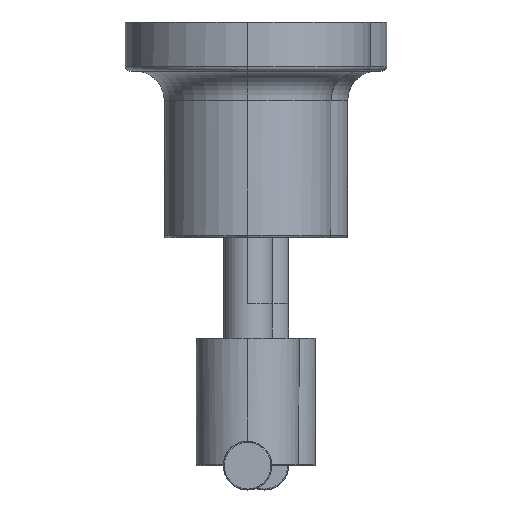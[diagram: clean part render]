
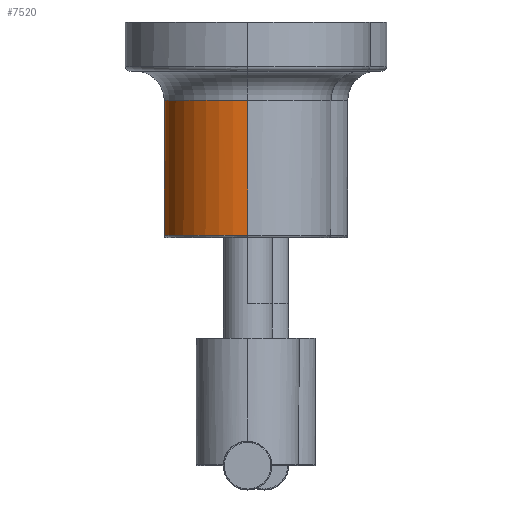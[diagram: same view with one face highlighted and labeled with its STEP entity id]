
A CAD part, left-side view. The second image highlights one B-rep face of the part: STEP entity #7520.
In plain terms, the highlighted cylindrical face has radius 17 mm (diameter 34 mm), a partial arc.
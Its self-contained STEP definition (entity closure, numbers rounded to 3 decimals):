
#5764=CARTESIAN_POINT('',(0.,43.5,0.));
#5765=DIRECTION('',(0.,-1.,0.));
#5766=DIRECTION('',(-1.,0.,0.));
#5767=AXIS2_PLACEMENT_3D('',#5764,#5765,#5766);
#5769=CARTESIAN_POINT('',(0.,43.5,0.));
#5770=DIRECTION('',(0.,-1.,0.));
#5771=DIRECTION('',(1.,0.,-0.007));
#5772=AXIS2_PLACEMENT_3D('',#5769,#5770,#5771);
#5784=DIRECTION('',(0.,1.,0.));
#5785=VECTOR('',#5784,27.5);
#5786=CARTESIAN_POINT('',(17.,16.,0.));
#5787=LINE('',#5786,#5785);
#5788=DIRECTION('',(0.,1.,0.));
#5789=VECTOR('',#5788,27.5);
#5790=CARTESIAN_POINT('',(-17.,16.,0.));
#5791=LINE('',#5790,#5789);
#7240=CARTESIAN_POINT('',(0.,16.,0.));
#7241=DIRECTION('',(0.,1.,0.));
#7242=DIRECTION('',(1.,0.,0.));
#7243=AXIS2_PLACEMENT_3D('',#7240,#7241,#7242);
#7245=CARTESIAN_POINT('',(0.,16.,0.));
#7246=DIRECTION('',(0.,1.,0.));
#7247=DIRECTION('',(-1.,0.,-0.008));
#7248=AXIS2_PLACEMENT_3D('',#7245,#7246,#7247);
#7271=CARTESIAN_POINT('',(-17.,43.5,0.));
#7272=CARTESIAN_POINT('',(17.,43.5,-0.123));
#7273=VERTEX_POINT('',#7271);
#7274=VERTEX_POINT('',#7272);
#7275=CARTESIAN_POINT('',(17.,43.5,0.));
#7276=VERTEX_POINT('',#7275);
#7277=CARTESIAN_POINT('',(-17.,16.,0.));
#7278=VERTEX_POINT('',#7277);
#7279=CARTESIAN_POINT('',(17.,16.,0.));
#7280=CARTESIAN_POINT('',(-17.,16.,-0.128));
#7281=VERTEX_POINT('',#7279);
#7282=VERTEX_POINT('',#7280);
#7503=CARTESIAN_POINT('',(0.,-2.2,0.));
#7504=DIRECTION('',(0.,1.,0.));
#7505=DIRECTION('',(1.,0.,0.));
#7506=AXIS2_PLACEMENT_3D('',#7503,#7504,#7505);
#7507=CYLINDRICAL_SURFACE('',#7506,17.);
#7508=ORIENTED_EDGE('',*,*,#7492,.F.);
#7509=ORIENTED_EDGE('',*,*,#7490,.F.);
#7511=ORIENTED_EDGE('',*,*,#7510,.F.);
#7513=ORIENTED_EDGE('',*,*,#7512,.F.);
#7515=ORIENTED_EDGE('',*,*,#7514,.F.);
#7517=ORIENTED_EDGE('',*,*,#7516,.T.);
#7518=EDGE_LOOP('',(#7508,#7509,#7511,#7513,#7515,#7517));
#7519=FACE_OUTER_BOUND('',#7518,.F.);
#5768=CIRCLE('',#5767,17.);
#5773=CIRCLE('',#5772,17.);
#7244=CIRCLE('',#7243,17.);
#7249=CIRCLE('',#7248,17.);
#7490=EDGE_CURVE('',#7273,#7274,#5768,.T.);
#7492=EDGE_CURVE('',#7274,#7276,#5773,.T.);
#7510=EDGE_CURVE('',#7278,#7273,#5791,.T.);
#7512=EDGE_CURVE('',#7282,#7278,#7249,.T.);
#7514=EDGE_CURVE('',#7281,#7282,#7244,.T.);
#7516=EDGE_CURVE('',#7281,#7276,#5787,.T.);
#7520=ADVANCED_FACE('',(#7519),#7507,.T.);
